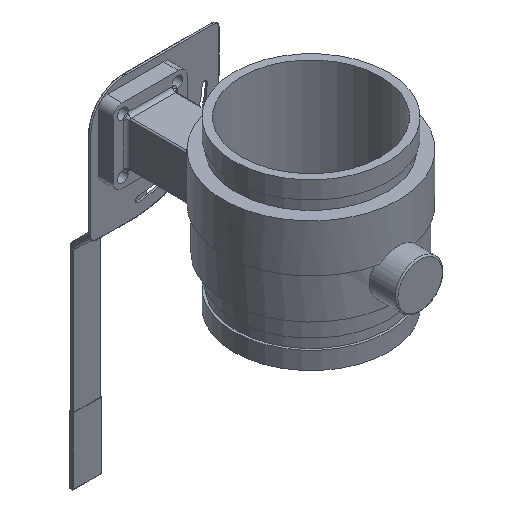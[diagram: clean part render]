
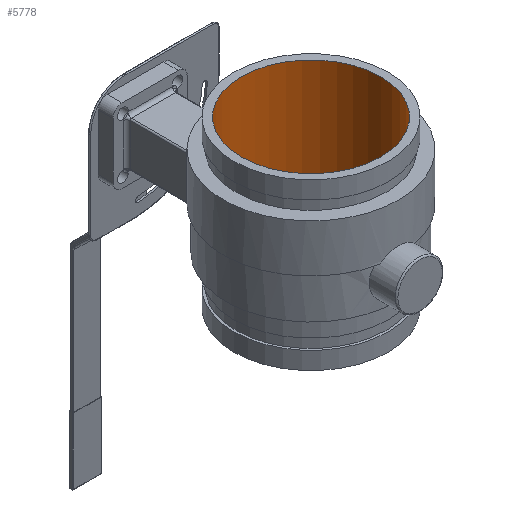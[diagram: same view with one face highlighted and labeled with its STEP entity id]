
A CAD part, isometric view. The second image highlights one B-rep face of the part: STEP entity #5778.
In plain terms, the highlighted cylindrical face has radius 62.992 mm (diameter 125.984 mm), a full revolution.
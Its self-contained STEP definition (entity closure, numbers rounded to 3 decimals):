
#1659 = DIRECTION ( 'NONE',  ( -1., 0., 0. ) ) ;
#2324 = CARTESIAN_POINT ( 'NONE',  ( -62.992, 0., -66.802 ) ) ;
#2441 = CARTESIAN_POINT ( 'NONE',  ( -62.992, 0., 82.55 ) ) ;
#3054 = CARTESIAN_POINT ( 'NONE',  ( 0., 0., -66.802 ) ) ;
#4297 = EDGE_LOOP ( 'NONE', ( #14564 ) ) ;
#5004 = CIRCLE ( 'NONE', #16415, 62.992 ) ;
#5778 = ADVANCED_FACE ( 'NONE', ( #9683, #8115 ), #18406, .F. ) ;
#5937 = EDGE_CURVE ( 'NONE', #8698, #8698, #5004, .T. ) ;
#6947 = EDGE_CURVE ( 'NONE', #9350, #9350, #9812, .T. ) ;
#8115 = FACE_OUTER_BOUND ( 'NONE', #12762, .T. ) ;
#8698 = VERTEX_POINT ( 'NONE', #2441 ) ;
#8766 = DIRECTION ( 'NONE',  ( 0., 0., 1. ) ) ;
#9350 = VERTEX_POINT ( 'NONE', #2324 ) ;
#9683 = FACE_OUTER_BOUND ( 'NONE', #4297, .T. ) ;
#9812 = CIRCLE ( 'NONE', #18116, 62.992 ) ;
#10127 = DIRECTION ( 'NONE',  ( 0., 0., -1. ) ) ;
#12205 = ORIENTED_EDGE ( 'NONE', *, *, #6947, .F. ) ;
#12762 = EDGE_LOOP ( 'NONE', ( #12205 ) ) ;
#12989 = DIRECTION ( 'NONE',  ( -1., 0., 0. ) ) ;
#13941 = AXIS2_PLACEMENT_3D ( 'NONE', #17304, #10127, #17173 ) ;
#14416 = DIRECTION ( 'NONE',  ( 0., 0., -1. ) ) ;
#14564 = ORIENTED_EDGE ( 'NONE', *, *, #5937, .F. ) ;
#16415 = AXIS2_PLACEMENT_3D ( 'NONE', #17290, #14416, #1659 ) ;
#17173 = DIRECTION ( 'NONE',  ( 0., 1., 0. ) ) ;
#17290 = CARTESIAN_POINT ( 'NONE',  ( 0., 0., 82.55 ) ) ;
#17304 = CARTESIAN_POINT ( 'NONE',  ( 0., 0., -14.351 ) ) ;
#18116 = AXIS2_PLACEMENT_3D ( 'NONE', #3054, #8766, #12989 ) ;
#18406 = CYLINDRICAL_SURFACE ( 'NONE', #13941, 62.992 ) ;
